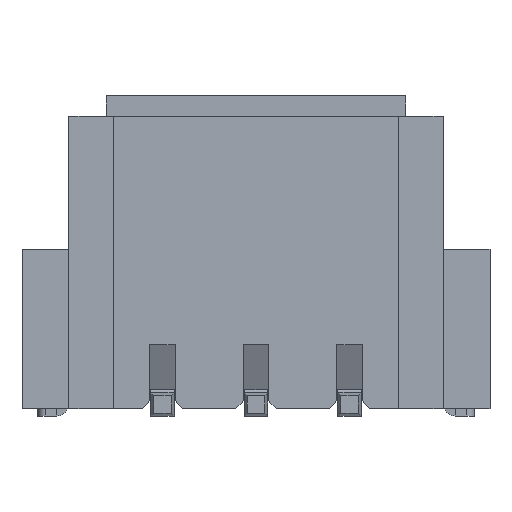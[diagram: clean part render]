
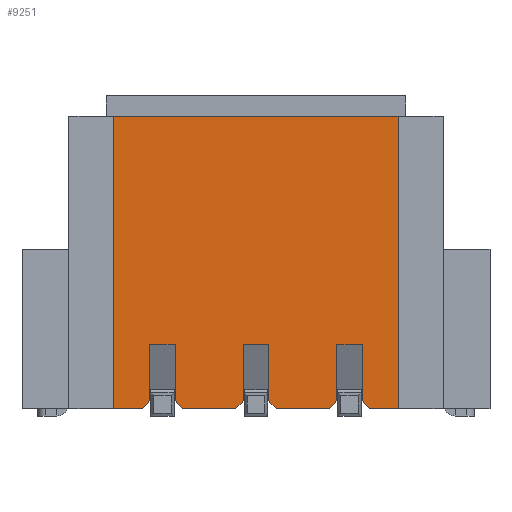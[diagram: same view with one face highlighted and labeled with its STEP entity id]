
A CAD part, top view. The second image highlights one B-rep face of the part: STEP entity #9251.
In plain terms, the highlighted planar face has unit normal (0, 0, 1).
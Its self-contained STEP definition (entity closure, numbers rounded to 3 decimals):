
#2463=DIRECTION('',(-0.707,-0.707,0.));
#2464=VECTOR('',#2463,0.283);
#2465=CARTESIAN_POINT('',(-9.09,-7.6,5.7));
#2466=LINE('',#2465,#2464);
#2467=DIRECTION('',(-1.,0.,0.));
#2468=VECTOR('',#2467,0.76);
#2469=CARTESIAN_POINT('',(-9.29,-7.8,5.7));
#2470=LINE('',#2469,#2468);
#2471=DIRECTION('',(-1.,0.,0.));
#2472=VECTOR('',#2471,0.76);
#2473=CARTESIAN_POINT('',(-2.45,-7.8,5.7));
#2474=LINE('',#2473,#2472);
#2475=DIRECTION('',(-0.707,0.707,0.));
#2476=VECTOR('',#2475,0.283);
#2477=CARTESIAN_POINT('',(-3.21,-7.8,5.7));
#2478=LINE('',#2477,#2476);
#2479=DIRECTION('',(-0.707,-0.707,0.));
#2480=VECTOR('',#2479,0.283);
#2481=CARTESIAN_POINT('',(-4.09,-7.6,5.7));
#2482=LINE('',#2481,#2480);
#2483=DIRECTION('',(-1.,0.,0.));
#2484=VECTOR('',#2483,1.42);
#2485=CARTESIAN_POINT('',(-4.29,-7.8,5.7));
#2486=LINE('',#2485,#2484);
#2487=DIRECTION('',(-0.707,0.707,0.));
#2488=VECTOR('',#2487,0.283);
#2489=CARTESIAN_POINT('',(-5.71,-7.8,5.7));
#2490=LINE('',#2489,#2488);
#2491=DIRECTION('',(-0.707,-0.707,0.));
#2492=VECTOR('',#2491,0.283);
#2493=CARTESIAN_POINT('',(-6.59,-7.6,5.7));
#2494=LINE('',#2493,#2492);
#2495=DIRECTION('',(-1.,0.,0.));
#2496=VECTOR('',#2495,1.42);
#2497=CARTESIAN_POINT('',(-6.79,-7.8,5.7));
#2498=LINE('',#2497,#2496);
#2499=DIRECTION('',(-0.707,0.707,0.));
#2500=VECTOR('',#2499,0.283);
#2501=CARTESIAN_POINT('',(-8.21,-7.8,5.7));
#2502=LINE('',#2501,#2500);
#2503=DIRECTION('',(0.,-1.,0.));
#2504=VECTOR('',#2503,7.8);
#2505=CARTESIAN_POINT('',(-10.05,0.,5.7));
#2506=LINE('',#2505,#2504);
#2531=DIRECTION('',(-1.,0.,0.));
#2532=VECTOR('',#2531,7.6);
#2533=CARTESIAN_POINT('',(-2.45,0.,5.7));
#2534=LINE('',#2533,#2532);
#3079=DIRECTION('',(0.,1.,0.));
#3080=VECTOR('',#3079,7.8);
#3081=CARTESIAN_POINT('',(-2.45,-7.8,5.7));
#3082=LINE('',#3081,#3080);
#3115=DIRECTION('',(0.,-1.,0.));
#3116=VECTOR('',#3115,1.5);
#3117=CARTESIAN_POINT('',(-3.41,-6.1,5.7));
#3118=LINE('',#3117,#3116);
#3123=DIRECTION('',(1.,0.,0.));
#3124=VECTOR('',#3123,0.68);
#3125=CARTESIAN_POINT('',(-9.09,-6.1,5.7));
#3126=LINE('',#3125,#3124);
#3131=DIRECTION('',(1.,0.,0.));
#3132=VECTOR('',#3131,0.68);
#3133=CARTESIAN_POINT('',(-6.59,-6.1,5.7));
#3134=LINE('',#3133,#3132);
#3139=DIRECTION('',(1.,0.,0.));
#3140=VECTOR('',#3139,0.68);
#3141=CARTESIAN_POINT('',(-4.09,-6.1,5.7));
#3142=LINE('',#3141,#3140);
#3163=DIRECTION('',(0.,1.,0.));
#3164=VECTOR('',#3163,1.5);
#3165=CARTESIAN_POINT('',(-9.09,-7.6,5.7));
#3166=LINE('',#3165,#3164);
#3187=DIRECTION('',(0.,-1.,0.));
#3188=VECTOR('',#3187,1.5);
#3189=CARTESIAN_POINT('',(-8.41,-6.1,5.7));
#3190=LINE('',#3189,#3188);
#3215=DIRECTION('',(0.,1.,0.));
#3216=VECTOR('',#3215,1.5);
#3217=CARTESIAN_POINT('',(-6.59,-7.6,5.7));
#3218=LINE('',#3217,#3216);
#3235=DIRECTION('',(0.,-1.,0.));
#3236=VECTOR('',#3235,1.5);
#3237=CARTESIAN_POINT('',(-5.91,-6.1,5.7));
#3238=LINE('',#3237,#3236);
#3267=DIRECTION('',(0.,1.,0.));
#3268=VECTOR('',#3267,1.5);
#3269=CARTESIAN_POINT('',(-4.09,-7.6,5.7));
#3270=LINE('',#3269,#3268);
#4395=CARTESIAN_POINT('',(-8.21,-7.8,5.7));
#4397=VERTEX_POINT('',#4395);
#4399=CARTESIAN_POINT('',(-6.79,-7.8,5.7));
#4400=VERTEX_POINT('',#4399);
#4403=CARTESIAN_POINT('',(-5.71,-7.8,5.7));
#4405=VERTEX_POINT('',#4403);
#4407=CARTESIAN_POINT('',(-4.29,-7.8,5.7));
#4408=VERTEX_POINT('',#4407);
#4419=CARTESIAN_POINT('',(-10.05,-7.8,5.7));
#4420=VERTEX_POINT('',#4419);
#4421=CARTESIAN_POINT('',(-9.29,-7.8,5.7));
#4422=VERTEX_POINT('',#4421);
#4435=CARTESIAN_POINT('',(-3.21,-7.8,5.7));
#4436=VERTEX_POINT('',#4435);
#4437=CARTESIAN_POINT('',(-2.45,-7.8,5.7));
#4438=VERTEX_POINT('',#4437);
#4479=CARTESIAN_POINT('',(-9.09,-7.6,5.7));
#4480=VERTEX_POINT('',#4479);
#4481=CARTESIAN_POINT('',(-10.05,0.,5.7));
#4482=VERTEX_POINT('',#4481);
#4483=CARTESIAN_POINT('',(-2.45,0.,5.7));
#4484=VERTEX_POINT('',#4483);
#4485=CARTESIAN_POINT('',(-3.41,-7.6,5.7));
#4486=VERTEX_POINT('',#4485);
#4487=CARTESIAN_POINT('',(-3.41,-6.1,5.7));
#4488=VERTEX_POINT('',#4487);
#4489=CARTESIAN_POINT('',(-4.09,-6.1,5.7));
#4490=VERTEX_POINT('',#4489);
#4491=CARTESIAN_POINT('',(-4.09,-7.6,5.7));
#4492=VERTEX_POINT('',#4491);
#4493=CARTESIAN_POINT('',(-5.91,-7.6,5.7));
#4494=VERTEX_POINT('',#4493);
#4495=CARTESIAN_POINT('',(-5.91,-6.1,5.7));
#4496=VERTEX_POINT('',#4495);
#4497=CARTESIAN_POINT('',(-6.59,-6.1,5.7));
#4498=VERTEX_POINT('',#4497);
#4499=CARTESIAN_POINT('',(-6.59,-7.6,5.7));
#4500=VERTEX_POINT('',#4499);
#4501=CARTESIAN_POINT('',(-8.41,-7.6,5.7));
#4502=VERTEX_POINT('',#4501);
#4503=CARTESIAN_POINT('',(-8.41,-6.1,5.7));
#4504=VERTEX_POINT('',#4503);
#4505=CARTESIAN_POINT('',(-9.09,-6.1,5.7));
#4506=VERTEX_POINT('',#4505);
#9202=CARTESIAN_POINT('',(-6.25,-3.9,5.7));
#9203=DIRECTION('',(0.,0.,1.));
#9204=DIRECTION('',(1.,0.,0.));
#9205=AXIS2_PLACEMENT_3D('',#9202,#9203,#9204);
#9206=PLANE('',#9205);
#9207=ORIENTED_EDGE('',*,*,#9193,.T.);
#9208=ORIENTED_EDGE('',*,*,#5784,.T.);
#9210=ORIENTED_EDGE('',*,*,#9209,.F.);
#9212=ORIENTED_EDGE('',*,*,#9211,.F.);
#9214=ORIENTED_EDGE('',*,*,#9213,.F.);
#9216=ORIENTED_EDGE('',*,*,#9215,.T.);
#9218=ORIENTED_EDGE('',*,*,#9217,.T.);
#9220=ORIENTED_EDGE('',*,*,#9219,.F.);
#9222=ORIENTED_EDGE('',*,*,#9221,.F.);
#9224=ORIENTED_EDGE('',*,*,#9223,.F.);
#9226=ORIENTED_EDGE('',*,*,#9225,.T.);
#9228=ORIENTED_EDGE('',*,*,#9227,.T.);
#9230=ORIENTED_EDGE('',*,*,#9229,.T.);
#9232=ORIENTED_EDGE('',*,*,#9231,.F.);
#9234=ORIENTED_EDGE('',*,*,#9233,.F.);
#9236=ORIENTED_EDGE('',*,*,#9235,.F.);
#9238=ORIENTED_EDGE('',*,*,#9237,.T.);
#9240=ORIENTED_EDGE('',*,*,#9239,.T.);
#9242=ORIENTED_EDGE('',*,*,#9241,.T.);
#9244=ORIENTED_EDGE('',*,*,#9243,.F.);
#9246=ORIENTED_EDGE('',*,*,#9245,.F.);
#9248=ORIENTED_EDGE('',*,*,#9247,.F.);
#9249=EDGE_LOOP('',(#9207,#9208,#9210,#9212,#9214,#9216,#9218,#9220,#9222,#9224,
#9226,#9228,#9230,#9232,#9234,#9236,#9238,#9240,#9242,#9244,#9246,#9248));
#9250=FACE_OUTER_BOUND('',#9249,.F.);
#5784=EDGE_CURVE('',#4422,#4420,#2470,.T.);
#9193=EDGE_CURVE('',#4480,#4422,#2466,.T.);
#9209=EDGE_CURVE('',#4482,#4420,#2506,.T.);
#9211=EDGE_CURVE('',#4484,#4482,#2534,.T.);
#9213=EDGE_CURVE('',#4438,#4484,#3082,.T.);
#9215=EDGE_CURVE('',#4438,#4436,#2474,.T.);
#9217=EDGE_CURVE('',#4436,#4486,#2478,.T.);
#9219=EDGE_CURVE('',#4488,#4486,#3118,.T.);
#9221=EDGE_CURVE('',#4490,#4488,#3142,.T.);
#9223=EDGE_CURVE('',#4492,#4490,#3270,.T.);
#9225=EDGE_CURVE('',#4492,#4408,#2482,.T.);
#9227=EDGE_CURVE('',#4408,#4405,#2486,.T.);
#9229=EDGE_CURVE('',#4405,#4494,#2490,.T.);
#9231=EDGE_CURVE('',#4496,#4494,#3238,.T.);
#9233=EDGE_CURVE('',#4498,#4496,#3134,.T.);
#9235=EDGE_CURVE('',#4500,#4498,#3218,.T.);
#9237=EDGE_CURVE('',#4500,#4400,#2494,.T.);
#9239=EDGE_CURVE('',#4400,#4397,#2498,.T.);
#9241=EDGE_CURVE('',#4397,#4502,#2502,.T.);
#9243=EDGE_CURVE('',#4504,#4502,#3190,.T.);
#9245=EDGE_CURVE('',#4506,#4504,#3126,.T.);
#9247=EDGE_CURVE('',#4480,#4506,#3166,.T.);
#9251=ADVANCED_FACE('',(#9250),#9206,.T.);
